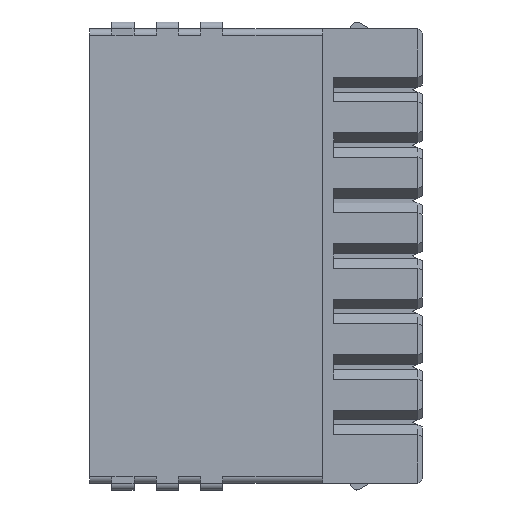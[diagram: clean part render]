
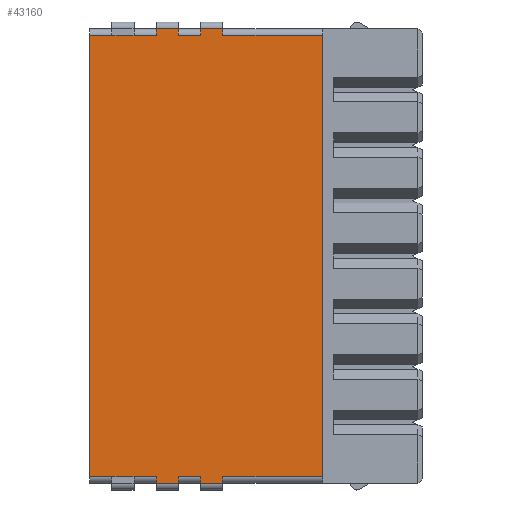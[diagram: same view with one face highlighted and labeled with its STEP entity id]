
A CAD part, front view. The second image highlights one B-rep face of the part: STEP entity #43160.
In plain terms, the highlighted planar face has unit normal (0, -1, 0).
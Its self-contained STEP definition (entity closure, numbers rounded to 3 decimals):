
#1000=CARTESIAN_POINT('',(-10.539,-17.222,8.05));
#1010=VERTEX_POINT('',#1000);
#1040=CARTESIAN_POINT('',(-10.539,-17.222,0.));
#1050=DIRECTION('',(0.,0.,1.));
#1060=VECTOR('',#1050,1.);
#1070=LINE('',#1040,#1060);
#1080=CARTESIAN_POINT('',(-10.539,-17.222,7.75));
#1090=VERTEX_POINT('',#1080);
#1100=EDGE_CURVE('',#1090,#1010,#1070,.T.);
#2700=CARTESIAN_POINT('',(-12.539,-17.222,7.75));
#2710=VERTEX_POINT('',#2700);
#4040=CARTESIAN_POINT('',(-11.539,-17.222,7.75));
#4050=VERTEX_POINT('',#4040);
#5230=CARTESIAN_POINT('',(0.,-17.222,7.75));
#5240=DIRECTION('',(-1.,0.,0.));
#5250=VECTOR('',#5240,1.);
#5260=LINE('',#5230,#5250);
#5270=CARTESIAN_POINT('',(-13.539,-17.222,7.75));
#5280=VERTEX_POINT('',#5270);
#5290=EDGE_CURVE('',#2710,#5280,#5260,.T.);
#5880=CARTESIAN_POINT('',(0.,-17.222,7.75));
#5890=DIRECTION('',(1.,0.,0.));
#5900=VECTOR('',#5890,1.);
#5910=LINE('',#5880,#5900);
#5920=EDGE_CURVE('',#2710,#4050,#5910,.T.);
#6330=EDGE_CURVE('',#4050,#1090,#5910,.T.);
#7550=CARTESIAN_POINT('',(-9.539,-17.222,8.05));
#7560=VERTEX_POINT('',#7550);
#7590=CARTESIAN_POINT('',(0.,-17.222,8.05));
#7600=DIRECTION('',(-1.,0.,0.));
#7610=VECTOR('',#7600,1.);
#7620=LINE('',#7590,#7610);
#7630=EDGE_CURVE('',#7560,#1010,#7620,.T.);
#8430=CARTESIAN_POINT('',(-8.539,-17.222,8.05));
#8440=VERTEX_POINT('',#8430);
#8470=CARTESIAN_POINT('',(-8.539,-17.222,0.));
#8480=DIRECTION('',(0.,0.,1.));
#8490=VECTOR('',#8480,1.);
#8500=LINE('',#8470,#8490);
#8510=CARTESIAN_POINT('',(-8.539,-17.222,7.75));
#8520=VERTEX_POINT('',#8510);
#8530=EDGE_CURVE('',#8520,#8440,#8500,.T.);
#11070=CARTESIAN_POINT('',(-7.539,-17.222,7.75));
#11080=VERTEX_POINT('',#11070);
#11110=CARTESIAN_POINT('',(-7.539,-17.222,0.));
#11120=DIRECTION('',(0.,0.,-1.));
#11130=VECTOR('',#11120,1.);
#11140=LINE('',#11110,#11130);
#11150=CARTESIAN_POINT('',(-7.539,-17.222,8.05));
#11160=VERTEX_POINT('',#11150);
#11170=EDGE_CURVE('',#11160,#11080,#11140,.T.);
#11520=CARTESIAN_POINT('',(0.,-17.222,8.05));
#11530=DIRECTION('',(-1.,0.,0.));
#11540=VECTOR('',#11530,1.);
#11550=LINE('',#11520,#11540);
#11560=EDGE_CURVE('',#11160,#8440,#11550,.T.);
#15070=CARTESIAN_POINT('',(-9.539,-17.222,7.75));
#15080=VERTEX_POINT('',#15070);
#15110=CARTESIAN_POINT('',(-9.539,-17.222,0.));
#15120=DIRECTION('',(0.,0.,-1.));
#15130=VECTOR('',#15120,1.);
#15140=LINE('',#15110,#15130);
#15150=EDGE_CURVE('',#7560,#15080,#15140,.T.);
#15380=CARTESIAN_POINT('',(0.,-17.222,7.75));
#15390=DIRECTION('',(1.,0.,0.));
#15400=VECTOR('',#15390,1.);
#15410=LINE('',#15380,#15400);
#15420=EDGE_CURVE('',#15080,#8520,#15410,.T.);
#30570=CARTESIAN_POINT('',(-13.539,-17.222,-12.15));
#30580=VERTEX_POINT('',#30570);
#30970=CARTESIAN_POINT('',(-13.539,-17.222,0.));
#30980=DIRECTION('',(0.,0.,1.));
#30990=VECTOR('',#30980,1.);
#31000=LINE('',#30970,#30990);
#31010=EDGE_CURVE('',#30580,#5280,#31000,.T.);
#35150=CARTESIAN_POINT('',(-3.039,-17.222,-12.15));
#35160=VERTEX_POINT('',#35150);
#35190=CARTESIAN_POINT('',(-3.039,-17.222,3.834));
#35200=DIRECTION('',(0.,0.,1.));
#35210=VECTOR('',#35200,1.);
#35220=LINE('',#35190,#35210);
#35230=CARTESIAN_POINT('',(-3.039,-17.222,7.75));
#35240=VERTEX_POINT('',#35230);
#35250=EDGE_CURVE('',#35160,#35240,#35220,.T.);
#39210=CARTESIAN_POINT('',(-3.539,-17.222,7.75));
#39220=DIRECTION('',(1.,0.,0.));
#39230=VECTOR('',#39220,1.);
#39240=LINE('',#39210,#39230);
#39250=EDGE_CURVE('',#11080,#35240,#39240,.T.);
#42180=CARTESIAN_POINT('',(-8.201,-17.222,5.496
));
#42190=DIRECTION('',(0.,-1.,0.));
#42200=DIRECTION('',(1.,0.,0.));
#42210=AXIS2_PLACEMENT_3D('',#42180,#42190,#42200);
#42220=PLANE('',#42210);
#42230=ORIENTED_EDGE('',*,*,#35250,.T.);
#42240=CARTESIAN_POINT('',(-3.539,-17.222,-12.15));
#42250=DIRECTION('',(1.,0.,0.));
#42260=VECTOR('',#42250,1.);
#42270=LINE('',#42240,#42260);
#42280=CARTESIAN_POINT('',(-7.539,-17.222,-12.15));
#42290=VERTEX_POINT('',#42280);
#42300=EDGE_CURVE('',#42290,#35160,#42270,.T.);
#42310=ORIENTED_EDGE('',*,*,#42300,.T.);
#42320=CARTESIAN_POINT('',(-7.539,-17.222,-12.5));
#42330=DIRECTION('',(0.,0.,-1.));
#42340=VECTOR('',#42330,1.);
#42350=LINE('',#42320,#42340);
#42360=CARTESIAN_POINT('',(-7.539,-17.222,-12.45));
#42370=VERTEX_POINT('',#42360);
#42380=EDGE_CURVE('',#42290,#42370,#42350,.T.);
#42390=ORIENTED_EDGE('',*,*,#42380,.F.);
#42400=CARTESIAN_POINT('',(0.,-17.222,-12.45));
#42410=DIRECTION('',(1.,0.,0.));
#42420=VECTOR('',#42410,1.);
#42430=LINE('',#42400,#42420);
#42440=CARTESIAN_POINT('',(-8.539,-17.222,-12.45));
#42450=VERTEX_POINT('',#42440);
#42460=EDGE_CURVE('',#42450,#42370,#42430,.T.);
#42470=ORIENTED_EDGE('',*,*,#42460,.T.);
#42480=CARTESIAN_POINT('',(-8.539,-17.222,-12.5));
#42490=DIRECTION('',(0.,0.,1.));
#42500=VECTOR('',#42490,1.);
#42510=LINE('',#42480,#42500);
#42520=CARTESIAN_POINT('',(-8.539,-17.222,-12.15));
#42530=VERTEX_POINT('',#42520);
#42540=EDGE_CURVE('',#42450,#42530,#42510,.T.);
#42550=ORIENTED_EDGE('',*,*,#42540,.F.);
#42560=CARTESIAN_POINT('',(0.,-17.222,-12.15));
#42570=DIRECTION('',(1.,0.,0.));
#42580=VECTOR('',#42570,1.);
#42590=LINE('',#42560,#42580);
#42600=CARTESIAN_POINT('',(-9.539,-17.222,-12.15));
#42610=VERTEX_POINT('',#42600);
#42620=EDGE_CURVE('',#42610,#42530,#42590,.T.);
#42630=ORIENTED_EDGE('',*,*,#42620,.T.);
#42640=CARTESIAN_POINT('',(-9.539,-17.222,-12.5));
#42650=DIRECTION('',(0.,0.,-1.));
#42660=VECTOR('',#42650,1.);
#42670=LINE('',#42640,#42660);
#42680=CARTESIAN_POINT('',(-9.539,-17.222,-12.45));
#42690=VERTEX_POINT('',#42680);
#42700=EDGE_CURVE('',#42610,#42690,#42670,.T.);
#42710=ORIENTED_EDGE('',*,*,#42700,.F.);
#42720=CARTESIAN_POINT('',(0.,-17.222,-12.45));
#42730=DIRECTION('',(1.,0.,0.));
#42740=VECTOR('',#42730,1.);
#42750=LINE('',#42720,#42740);
#42760=CARTESIAN_POINT('',(-10.539,-17.222,-12.45));
#42770=VERTEX_POINT('',#42760);
#42780=EDGE_CURVE('',#42770,#42690,#42750,.T.);
#42790=ORIENTED_EDGE('',*,*,#42780,.T.);
#42800=CARTESIAN_POINT('',(-10.539,-17.222,-12.5));
#42810=DIRECTION('',(0.,0.,1.));
#42820=VECTOR('',#42810,1.);
#42830=LINE('',#42800,#42820);
#42840=CARTESIAN_POINT('',(-10.539,-17.222,-12.15));
#42850=VERTEX_POINT('',#42840);
#42860=EDGE_CURVE('',#42770,#42850,#42830,.T.);
#42870=ORIENTED_EDGE('',*,*,#42860,.F.);
#42880=CARTESIAN_POINT('',(-11.539,-17.222,-12.15));
#42890=VERTEX_POINT('',#42880);
#42900=EDGE_CURVE('',#42890,#42850,#42590,.T.);
#42910=ORIENTED_EDGE('',*,*,#42900,.T.);
#42920=CARTESIAN_POINT('',(-12.539,-17.222,-12.15));
#42930=VERTEX_POINT('',#42920);
#42940=EDGE_CURVE('',#42930,#42890,#42590,.T.);
#42950=ORIENTED_EDGE('',*,*,#42940,.T.);
#42960=CARTESIAN_POINT('',(0.,-17.222,-12.15));
#42970=DIRECTION('',(1.,0.,0.));
#42980=VECTOR('',#42970,1.);
#42990=LINE('',#42960,#42980);
#43000=EDGE_CURVE('',#30580,#42930,#42990,.T.);
#43010=ORIENTED_EDGE('',*,*,#43000,.T.);
#43020=ORIENTED_EDGE('',*,*,#31010,.F.);
#43030=ORIENTED_EDGE('',*,*,#5290,.T.);
#43040=ORIENTED_EDGE('',*,*,#5920,.F.);
#43050=ORIENTED_EDGE('',*,*,#6330,.F.);
#43060=ORIENTED_EDGE('',*,*,#1100,.F.);
#43070=ORIENTED_EDGE('',*,*,#7630,.T.);
#43080=ORIENTED_EDGE('',*,*,#15150,.F.);
#43090=ORIENTED_EDGE('',*,*,#15420,.F.);
#43100=ORIENTED_EDGE('',*,*,#8530,.F.);
#43110=ORIENTED_EDGE('',*,*,#11560,.T.);
#43120=ORIENTED_EDGE('',*,*,#11170,.F.);
#43130=ORIENTED_EDGE('',*,*,#39250,.F.);
#43140=EDGE_LOOP('',(#43130,#43120,#43110,#43100,#43090,#43080,#43070,
#43060,#43050,#43040,#43030,#43020,#43010,#42950,#42910,#42870,#42790,
#42710,#42630,#42550,#42470,#42390,#42310,#42230));
#43150=FACE_OUTER_BOUND('',#43140,.T.);
#43160=ADVANCED_FACE('',(#43150),#42220,.T.);
